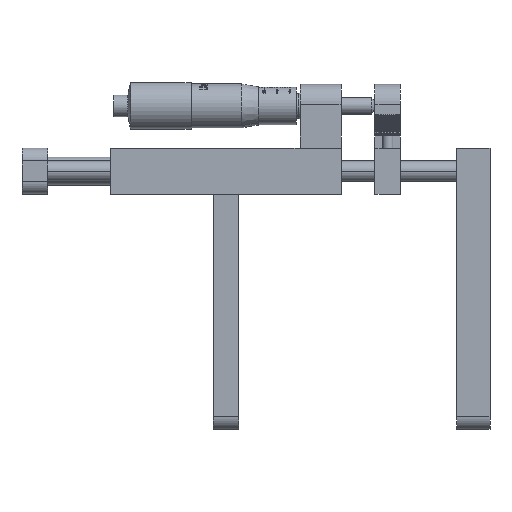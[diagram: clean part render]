
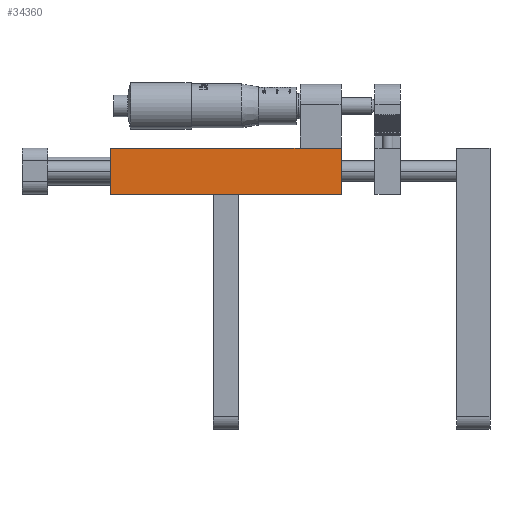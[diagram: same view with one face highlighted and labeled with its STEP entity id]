
A CAD part, left-side view. The second image highlights one B-rep face of the part: STEP entity #34360.
In plain terms, the highlighted planar face has unit normal (-1, 0, 0).
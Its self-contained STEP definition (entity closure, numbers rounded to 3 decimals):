
#1911 = CARTESIAN_POINT ( 'NONE',  ( -45., 141.75, 47. ) ) ;
#3479 = CARTESIAN_POINT ( 'NONE',  ( -45., 141.75, 65. ) ) ;
#11126 = EDGE_LOOP ( 'NONE', ( #13480, #11950, #31384, #51491 ) ) ;
#11950 = ORIENTED_EDGE ( 'NONE', *, *, #21826, .F. ) ;
#13480 = ORIENTED_EDGE ( 'NONE', *, *, #30144, .T. ) ;
#14692 = FACE_OUTER_BOUND ( 'NONE', #11126, .T. ) ;
#14911 = CARTESIAN_POINT ( 'NONE',  ( -45., 141.75, 65. ) ) ;
#15409 = VECTOR ( 'NONE', #31422, 1000. ) ;
#19119 = AXIS2_PLACEMENT_3D ( 'NONE', #1911, #54297, #32766 ) ;
#19720 = VECTOR ( 'NONE', #30254, 1000. ) ;
#21826 = EDGE_CURVE ( 'NONE', #50516, #44389, #28327, .T. ) ;
#24472 = LINE ( 'NONE', #3479, #29262 ) ;
#24773 = VERTEX_POINT ( 'NONE', #29649 ) ;
#28327 = LINE ( 'NONE', #30852, #15409 ) ;
#28816 = DIRECTION ( 'NONE',  ( 0., 1., 0. ) ) ;
#29262 = VECTOR ( 'NONE', #28816, 1000. ) ;
#29615 = CARTESIAN_POINT ( 'NONE',  ( -45., 141.75, 47. ) ) ;
#29649 = CARTESIAN_POINT ( 'NONE',  ( -45., 51.75, 47. ) ) ;
#30144 = EDGE_CURVE ( 'NONE', #33298, #44389, #24472, .T. ) ;
#30254 = DIRECTION ( 'NONE',  ( 0., 0., 1. ) ) ;
#30593 = CARTESIAN_POINT ( 'NONE',  ( -45., 51.75, 65. ) ) ;
#30852 = CARTESIAN_POINT ( 'NONE',  ( -45., 141.75, 47. ) ) ;
#31384 = ORIENTED_EDGE ( 'NONE', *, *, #35045, .F. ) ;
#31422 = DIRECTION ( 'NONE',  ( 0., 0., 1. ) ) ;
#32766 = DIRECTION ( 'NONE',  ( 0., -1., 0. ) ) ;
#33298 = VERTEX_POINT ( 'NONE', #30593 ) ;
#34360 = ADVANCED_FACE ( 'NONE', ( #14692 ), #45340, .F. ) ;
#35045 = EDGE_CURVE ( 'NONE', #24773, #50516, #50719, .T. ) ;
#41925 = EDGE_CURVE ( 'NONE', #24773, #33298, #44982, .T. ) ;
#43889 = DIRECTION ( 'NONE',  ( 0., 1., 0. ) ) ;
#44389 = VERTEX_POINT ( 'NONE', #14911 ) ;
#44982 = LINE ( 'NONE', #48149, #19720 ) ;
#45340 = PLANE ( 'NONE',  #19119 ) ;
#47016 = CARTESIAN_POINT ( 'NONE',  ( -45., 141.75, 47. ) ) ;
#48149 = CARTESIAN_POINT ( 'NONE',  ( -45., 51.75, 47. ) ) ;
#50516 = VERTEX_POINT ( 'NONE', #47016 ) ;
#50719 = LINE ( 'NONE', #29615, #55478 ) ;
#51491 = ORIENTED_EDGE ( 'NONE', *, *, #41925, .T. ) ;
#54297 = DIRECTION ( 'NONE',  ( 1., 0., 0. ) ) ;
#55478 = VECTOR ( 'NONE', #43889, 1000. ) ;
